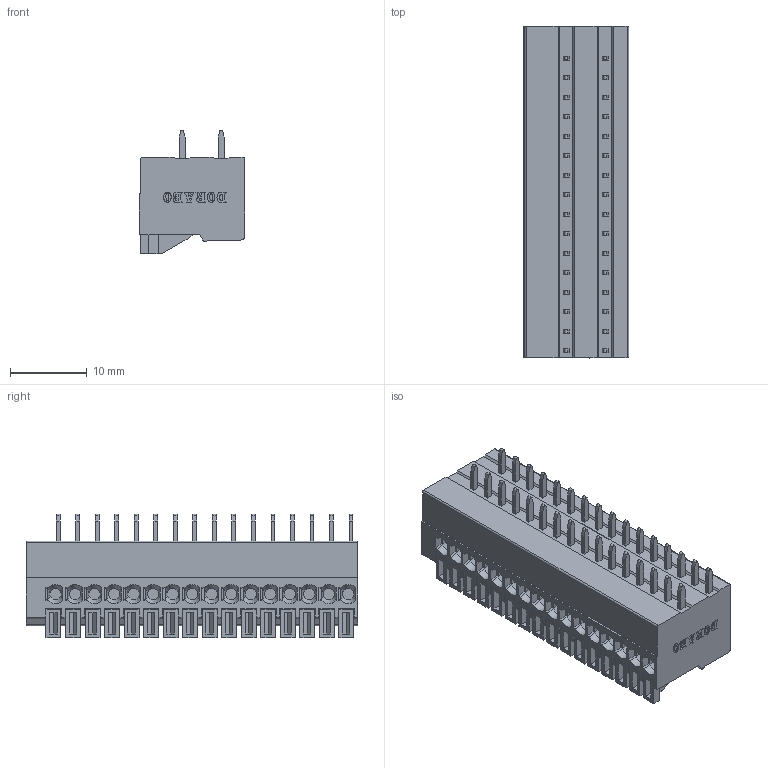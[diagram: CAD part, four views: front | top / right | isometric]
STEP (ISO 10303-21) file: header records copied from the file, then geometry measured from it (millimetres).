
FILE_DESCRIPTION((''),'2;1');
FILE_NAME('DB141R-254-1P','2023-07-05T',('86134'),(''),'PRO/ENGINEER BY PARAMETRIC TECHNOLOGY CORPORATION, 2010280','PRO/ENGINEER BY PARAMETRIC TECHNOLOGY CORPORATION, 2010280','');
FILE_SCHEMA(('CONFIG_CONTROL_DESIGN'));
Products named in the file (1): DB141R-254-1P
Bounding box: 13.7 x 43.18 x 16.1 mm (x, y, z)
Volume: 5922.5 mm3; surface area: 4385.5 mm2
Topology: 1 solids, 91 shells, 2315 faces, 6037 edges, 3982 vertices
Faces by surface type: plane 1767, cylinder 381, extrusion 128, cone 35, bspline 4
Entity records: 73383 total; most frequent: CARTESIAN_POINT 15788, ORIENTED_EDGE 12074, DIRECTION 11187, EDGE_CURVE 6037, VECTOR 4997, LINE 4869, VERTEX_POINT 3982, AXIS2_PLACEMENT_3D 3095
